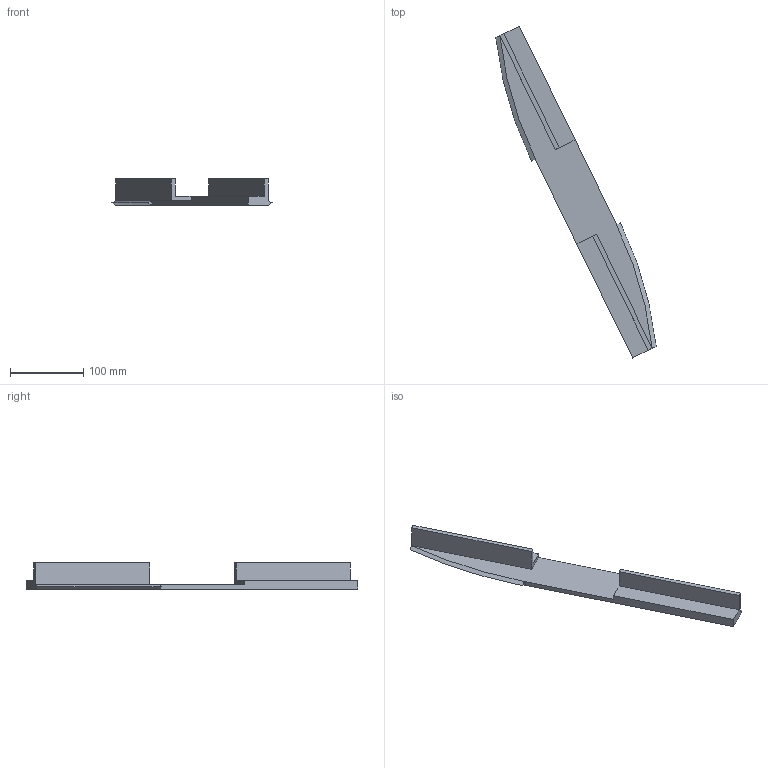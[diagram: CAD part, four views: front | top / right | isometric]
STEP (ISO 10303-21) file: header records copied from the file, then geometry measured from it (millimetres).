
FILE_DESCRIPTION (( 'STEP AP214' ), '1' );
FILE_NAME ('dao.step', '2021-11-06T08:20:28', ( '' ), ( '' ), 'SwSTEP 2.0', 'SolidWorks 2021', '' );
FILE_SCHEMA (( 'AUTOMOTIVE_DESIGN' ));
Length unit declared in the file: millimetre
Products named in the file (1): dao
Bounding box: 218.88 x 452.96 x 36 mm (x, y, z)
Volume: 268570.2 mm3; surface area: 80848.5 mm2
Topology: 1 solids, 1 shells, 24 faces, 60 edges, 38 vertices
Faces by surface type: plane 18, bspline 4, cylinder 2
Entity records: 1034 total; most frequent: CARTESIAN_POINT 255, ORIENTED_EDGE 120, DIRECTION 96, EDGE_CURVE 60, VECTOR 50, LINE 50, VERTEX_POINT 38, ADVANCED_FACE 24
